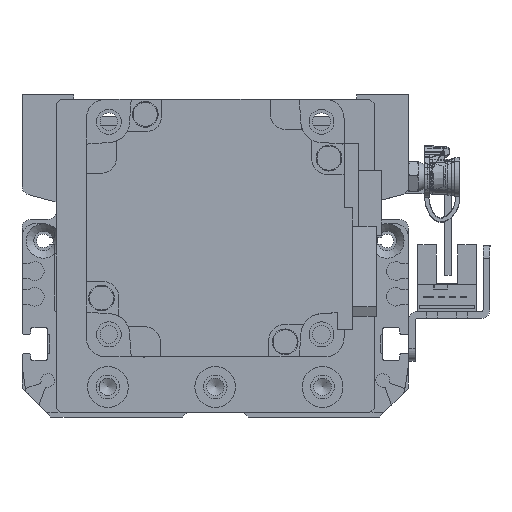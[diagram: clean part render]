
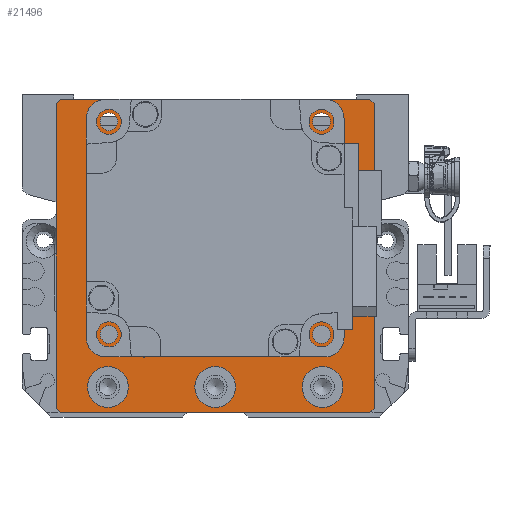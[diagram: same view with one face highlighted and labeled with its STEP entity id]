
A CAD part, left-side view. The second image highlights one B-rep face of the part: STEP entity #21496.
In plain terms, the highlighted face is planar.
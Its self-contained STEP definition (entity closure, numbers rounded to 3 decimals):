
#858=FACE_BOUND('',#3634,.T.);
#859=FACE_BOUND('',#3635,.T.);
#860=FACE_BOUND('',#3636,.T.);
#861=FACE_BOUND('',#3637,.T.);
#862=FACE_BOUND('',#3638,.T.);
#863=FACE_BOUND('',#3639,.T.);
#864=FACE_BOUND('',#3640,.T.);
#865=FACE_BOUND('',#3641,.T.);
#1279=PLANE('',#23805);
#2195=FACE_OUTER_BOUND('',#3633,.T.);
#3633=EDGE_LOOP('',(#17647,#17648,#17649,#17650,#17651,#17652,#17653,#17654));
#3634=EDGE_LOOP('',(#17655));
#3635=EDGE_LOOP('',(#17656));
#3636=EDGE_LOOP('',(#17657));
#3637=EDGE_LOOP('',(#17658));
#3638=EDGE_LOOP('',(#17659));
#3639=EDGE_LOOP('',(#17660));
#3640=EDGE_LOOP('',(#17661));
#3641=EDGE_LOOP('',(#17662));
#5284=LINE('',#35387,#7064);
#5290=LINE('',#35398,#7070);
#5297=LINE('',#35433,#7077);
#5300=LINE('',#35438,#7080);
#5306=LINE('',#35459,#7086);
#5309=LINE('',#35464,#7089);
#5310=LINE('',#35467,#7090);
#5318=LINE('',#35506,#7098);
#7064=VECTOR('',#28394,10.);
#7070=VECTOR('',#28402,10.);
#7077=VECTOR('',#28433,10.);
#7080=VECTOR('',#28438,10.);
#7086=VECTOR('',#28462,10.);
#7089=VECTOR('',#28467,10.);
#7090=VECTOR('',#28470,10.);
#7098=VECTOR('',#28520,10.);
#8521=CIRCLE('',#23774,4.75);
#8524=CIRCLE('',#23780,4.75);
#8527=CIRCLE('',#23786,4.75);
#8529=CIRCLE('',#23792,2.067);
#8530=CIRCLE('',#23794,2.067);
#8531=CIRCLE('',#23796,2.067);
#8532=CIRCLE('',#23798,2.067);
#8535=CIRCLE('',#23803,25.);
#10138=VERTEX_POINT('',#35385);
#10139=VERTEX_POINT('',#35386);
#10143=VERTEX_POINT('',#35396);
#10159=VERTEX_POINT('',#35432);
#10160=VERTEX_POINT('',#35436);
#10166=VERTEX_POINT('',#35458);
#10167=VERTEX_POINT('',#35462);
#10168=VERTEX_POINT('',#35466);
#10171=VERTEX_POINT('',#35475);
#10174=VERTEX_POINT('',#35486);
#10177=VERTEX_POINT('',#35497);
#10179=VERTEX_POINT('',#35508);
#10180=VERTEX_POINT('',#35512);
#10181=VERTEX_POINT('',#35516);
#10182=VERTEX_POINT('',#35520);
#10185=VERTEX_POINT('',#35529);
#12750=EDGE_CURVE('',#10138,#10139,#5284,.T.);
#12756=EDGE_CURVE('',#10138,#10143,#5290,.T.);
#12773=EDGE_CURVE('',#10159,#10143,#5297,.T.);
#12776=EDGE_CURVE('',#10159,#10160,#5300,.T.);
#12785=EDGE_CURVE('',#10166,#10160,#5306,.T.);
#12788=EDGE_CURVE('',#10166,#10167,#5309,.T.);
#12789=EDGE_CURVE('',#10168,#10167,#5310,.T.);
#12793=EDGE_CURVE('',#10171,#10171,#8521,.T.);
#12798=EDGE_CURVE('',#10174,#10174,#8524,.T.);
#12803=EDGE_CURVE('',#10177,#10177,#8527,.T.);
#12807=EDGE_CURVE('',#10168,#10139,#5318,.T.);
#12808=EDGE_CURVE('',#10179,#10179,#8529,.T.);
#12810=EDGE_CURVE('',#10180,#10180,#8530,.T.);
#12812=EDGE_CURVE('',#10181,#10181,#8531,.T.);
#12814=EDGE_CURVE('',#10182,#10182,#8532,.T.);
#12818=EDGE_CURVE('',#10185,#10185,#8535,.T.);
#17647=ORIENTED_EDGE('',*,*,#12750,.F.);
#17648=ORIENTED_EDGE('',*,*,#12756,.T.);
#17649=ORIENTED_EDGE('',*,*,#12773,.F.);
#17650=ORIENTED_EDGE('',*,*,#12776,.T.);
#17651=ORIENTED_EDGE('',*,*,#12785,.F.);
#17652=ORIENTED_EDGE('',*,*,#12788,.T.);
#17653=ORIENTED_EDGE('',*,*,#12789,.F.);
#17654=ORIENTED_EDGE('',*,*,#12807,.T.);
#17655=ORIENTED_EDGE('',*,*,#12793,.T.);
#17656=ORIENTED_EDGE('',*,*,#12798,.T.);
#17657=ORIENTED_EDGE('',*,*,#12803,.T.);
#17658=ORIENTED_EDGE('',*,*,#12808,.T.);
#17659=ORIENTED_EDGE('',*,*,#12810,.T.);
#17660=ORIENTED_EDGE('',*,*,#12812,.T.);
#17661=ORIENTED_EDGE('',*,*,#12814,.T.);
#17662=ORIENTED_EDGE('',*,*,#12818,.T.);
#21496=ADVANCED_FACE('',(#2195,#858,#859,#860,#861,#862,#863,#864,#865),
#1279,.T.);
#23774=AXIS2_PLACEMENT_3D('',#35476,#28480,#28481);
#23780=AXIS2_PLACEMENT_3D('',#35487,#28494,#28495);
#23786=AXIS2_PLACEMENT_3D('',#35498,#28508,#28509);
#23792=AXIS2_PLACEMENT_3D('',#35509,#28523,#28524);
#23794=AXIS2_PLACEMENT_3D('',#35513,#28528,#28529);
#23796=AXIS2_PLACEMENT_3D('',#35517,#28533,#28534);
#23798=AXIS2_PLACEMENT_3D('',#35521,#28538,#28539);
#23803=AXIS2_PLACEMENT_3D('',#35530,#28549,#28550);
#23805=AXIS2_PLACEMENT_3D('',#35534,#28555,#28556);
#28394=DIRECTION('',(0.707,-0.707,0.));
#28402=DIRECTION('',(-1.,0.,0.));
#28433=DIRECTION('',(0.707,0.707,0.));
#28438=DIRECTION('',(0.,-1.,0.));
#28462=DIRECTION('',(-0.707,0.707,0.));
#28467=DIRECTION('',(1.,0.,0.));
#28470=DIRECTION('',(-0.707,-0.707,0.));
#28480=DIRECTION('center_axis',(0.,0.,-1.));
#28481=DIRECTION('ref_axis',(1.,0.,0.));
#28494=DIRECTION('center_axis',(0.,0.,-1.));
#28495=DIRECTION('ref_axis',(1.,0.,0.));
#28508=DIRECTION('center_axis',(0.,0.,-1.));
#28509=DIRECTION('ref_axis',(1.,0.,0.));
#28520=DIRECTION('',(0.,1.,0.));
#28523=DIRECTION('center_axis',(0.,0.,-1.));
#28524=DIRECTION('ref_axis',(1.,0.,0.));
#28528=DIRECTION('center_axis',(0.,0.,-1.));
#28529=DIRECTION('ref_axis',(1.,0.,0.));
#28533=DIRECTION('center_axis',(0.,0.,-1.));
#28534=DIRECTION('ref_axis',(1.,0.,0.));
#28538=DIRECTION('center_axis',(0.,0.,-1.));
#28539=DIRECTION('ref_axis',(1.,0.,0.));
#28549=DIRECTION('center_axis',(0.,0.,-1.));
#28550=DIRECTION('ref_axis',(1.,0.,0.));
#28555=DIRECTION('center_axis',(0.,0.,1.));
#28556=DIRECTION('ref_axis',(1.,0.,0.));
#35385=CARTESIAN_POINT('',(36.,37.5,59.));
#35386=CARTESIAN_POINT('',(37.,36.5,59.));
#35387=CARTESIAN_POINT('',(36.625,36.875,59.));
#35396=CARTESIAN_POINT('',(-36.,37.5,59.));
#35398=CARTESIAN_POINT('',(37.,37.5,59.));
#35432=CARTESIAN_POINT('',(-37.,36.5,59.));
#35433=CARTESIAN_POINT('',(-36.625,36.875,59.));
#35436=CARTESIAN_POINT('',(-37.,-34.5,59.));
#35438=CARTESIAN_POINT('',(-37.,35.5,59.));
#35458=CARTESIAN_POINT('',(-36.,-35.5,59.));
#35459=CARTESIAN_POINT('',(-36.125,-35.375,59.));
#35462=CARTESIAN_POINT('',(36.,-35.5,59.));
#35464=CARTESIAN_POINT('',(-37.,-35.5,59.));
#35466=CARTESIAN_POINT('',(37.,-34.5,59.));
#35467=CARTESIAN_POINT('',(36.125,-35.375,59.));
#35475=CARTESIAN_POINT('',(-29.75,-29.5,59.));
#35476=CARTESIAN_POINT('Origin',(-25.,-29.5,59.));
#35486=CARTESIAN_POINT('',(-4.75,-29.5,59.));
#35487=CARTESIAN_POINT('Origin',(0.,-29.5,59.));
#35497=CARTESIAN_POINT('',(20.25,-29.5,59.));
#35498=CARTESIAN_POINT('Origin',(25.,-29.5,59.));
#35506=CARTESIAN_POINT('',(37.,-35.5,59.));
#35508=CARTESIAN_POINT('',(-26.816,-17.249,59.));
#35509=CARTESIAN_POINT('Origin',(-24.749,-17.249,59.));
#35512=CARTESIAN_POINT('',(-26.816,32.249,59.));
#35513=CARTESIAN_POINT('Origin',(-24.749,32.249,59.));
#35516=CARTESIAN_POINT('',(22.682,32.249,59.));
#35517=CARTESIAN_POINT('Origin',(24.749,32.249,59.));
#35520=CARTESIAN_POINT('',(22.682,-17.249,59.));
#35521=CARTESIAN_POINT('Origin',(24.749,-17.249,59.));
#35529=CARTESIAN_POINT('',(-25.,7.5,59.));
#35530=CARTESIAN_POINT('Origin',(0.,7.5,59.));
#35534=CARTESIAN_POINT('Origin',(0.,0.,
59.));
